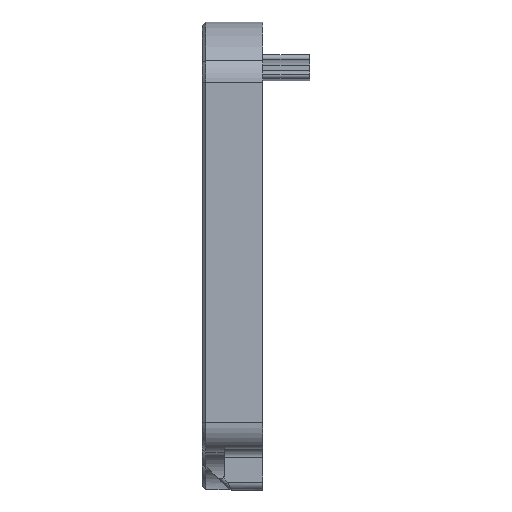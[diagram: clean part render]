
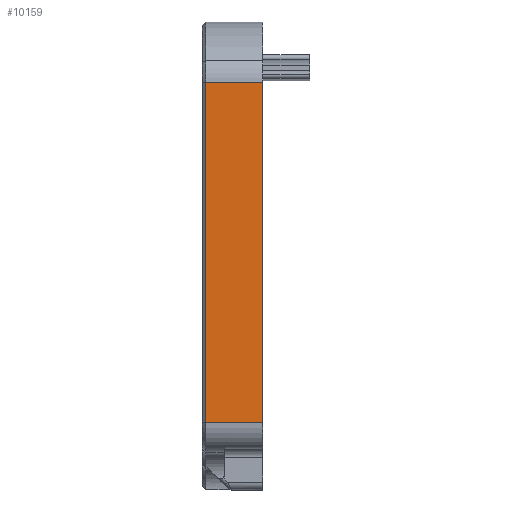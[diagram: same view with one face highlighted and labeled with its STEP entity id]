
A CAD part, front view. The second image highlights one B-rep face of the part: STEP entity #10159.
In plain terms, the highlighted face is planar.
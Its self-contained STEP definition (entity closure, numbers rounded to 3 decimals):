
#1203 = PLANE('',#1204);
#1204 = AXIS2_PLACEMENT_3D('',#1205,#1206,#1207);
#1205 = CARTESIAN_POINT('',(-14.5,14.299,
    -42.899));
#1206 = DIRECTION('',(1.,0.,0.));
#1207 = DIRECTION('',(0.,0.,1.));
#1809 = PLANE('',#1810);
#1810 = AXIS2_PLACEMENT_3D('',#1811,#1812,#1813);
#1811 = CARTESIAN_POINT('',(-22.,21.9,
    -92.597));
#1812 = DIRECTION('',(-0.707,0.707,0.));
#1813 = DIRECTION('',(0.,0.,1.));
#4186 = VERTEX_POINT('',#4187);
#4187 = CARTESIAN_POINT('',(-14.5,22.1,
    -111.095));
#4202 = CYLINDRICAL_SURFACE('',#4203,4.);
#4203 = AXIS2_PLACEMENT_3D('',#4204,#4205,#4206);
#4204 = CARTESIAN_POINT('',(-22.2,18.1,
    -111.095));
#4205 = DIRECTION('',(1.,0.,0.));
#4206 = DIRECTION('',(0.,1.,0.));
#4214 = EDGE_CURVE('',#4186,#4215,#4217,.T.);
#4215 = VERTEX_POINT('',#4216);
#4216 = CARTESIAN_POINT('',(-14.5,22.1,
    -67.603));
#4217 = SURFACE_CURVE('',#4218,(#4222,#4229),.PCURVE_S1.);
#4218 = LINE('',#4219,#4220);
#4219 = CARTESIAN_POINT('',(-14.5,22.1,
    -75.625));
#4220 = VECTOR('',#4221,1.);
#4221 = DIRECTION('',(0.,0.,1.));
#4222 = PCURVE('',#1203,#4223);
#4223 = DEFINITIONAL_REPRESENTATION('',(#4224),#4228);
#4224 = LINE('',#4225,#4226);
#4225 = CARTESIAN_POINT('',(-32.726,-7.8));
#4226 = VECTOR('',#4227,1.);
#4227 = DIRECTION('',(1.,0.));
#4228 = ( GEOMETRIC_REPRESENTATION_CONTEXT(2) 
PARAMETRIC_REPRESENTATION_CONTEXT() REPRESENTATION_CONTEXT('2D SPACE',''
  ) );
#4229 = PCURVE('',#4230,#4235);
#4230 = PLANE('',#4231);
#4231 = AXIS2_PLACEMENT_3D('',#4232,#4233,#4234);
#4232 = CARTESIAN_POINT('',(-13.4,22.1,
    -108.352));
#4233 = DIRECTION('',(0.,-1.,0.));
#4234 = DIRECTION('',(0.,0.,-1.));
#4235 = DEFINITIONAL_REPRESENTATION('',(#4236),#4240);
#4236 = LINE('',#4237,#4238);
#4237 = CARTESIAN_POINT('',(-32.726,-1.1));
#4238 = VECTOR('',#4239,1.);
#4239 = DIRECTION('',(-1.,0.));
#4240 = ( GEOMETRIC_REPRESENTATION_CONTEXT(2) 
PARAMETRIC_REPRESENTATION_CONTEXT() REPRESENTATION_CONTEXT('2D SPACE',''
  ) );
#4263 = CYLINDRICAL_SURFACE('',#4264,3.8);
#4264 = AXIS2_PLACEMENT_3D('',#4265,#4266,#4267);
#4265 = CARTESIAN_POINT('',(-15.376,18.3,
    -67.603));
#4266 = DIRECTION('',(1.,0.,0.));
#4267 = DIRECTION('',(0.,0.707,0.707)
  );
#6175 = VERTEX_POINT('',#6176);
#6176 = CARTESIAN_POINT('',(-21.8,22.1,
    -67.603));
#6273 = VERTEX_POINT('',#6274);
#6274 = CARTESIAN_POINT('',(-21.8,22.1,
    -111.095));
#6297 = EDGE_CURVE('',#6175,#6273,#6298,.T.);
#6298 = SURFACE_CURVE('',#6299,(#6303,#6310),.PCURVE_S1.);
#6299 = LINE('',#6300,#6301);
#6300 = CARTESIAN_POINT('',(-21.8,22.1,
    -92.597));
#6301 = VECTOR('',#6302,1.);
#6302 = DIRECTION('',(0.,0.,-1.));
#6303 = PCURVE('',#1809,#6304);
#6304 = DEFINITIONAL_REPRESENTATION('',(#6305),#6309);
#6305 = LINE('',#6306,#6307);
#6306 = CARTESIAN_POINT('',(0.,0.283));
#6307 = VECTOR('',#6308,1.);
#6308 = DIRECTION('',(-1.,0.));
#6309 = ( GEOMETRIC_REPRESENTATION_CONTEXT(2) 
PARAMETRIC_REPRESENTATION_CONTEXT() REPRESENTATION_CONTEXT('2D SPACE',''
  ) );
#6310 = PCURVE('',#4230,#6311);
#6311 = DEFINITIONAL_REPRESENTATION('',(#6312),#6316);
#6312 = LINE('',#6313,#6314);
#6313 = CARTESIAN_POINT('',(-15.755,-8.4));
#6314 = VECTOR('',#6315,1.);
#6315 = DIRECTION('',(1.,0.));
#6316 = ( GEOMETRIC_REPRESENTATION_CONTEXT(2) 
PARAMETRIC_REPRESENTATION_CONTEXT() REPRESENTATION_CONTEXT('2D SPACE',''
  ) );
#10139 = EDGE_CURVE('',#4215,#6175,#10140,.T.);
#10140 = SURFACE_CURVE('',#10141,(#10145,#10152),.PCURVE_S1.);
#10141 = LINE('',#10142,#10143);
#10142 = CARTESIAN_POINT('',(-15.376,22.1,
    -67.603));
#10143 = VECTOR('',#10144,1.);
#10144 = DIRECTION('',(-1.,0.,0.));
#10145 = PCURVE('',#4263,#10146);
#10146 = DEFINITIONAL_REPRESENTATION('',(#10147),#10151);
#10147 = LINE('',#10148,#10149);
#10148 = CARTESIAN_POINT('',(-0.785,0.));
#10149 = VECTOR('',#10150,1.);
#10150 = DIRECTION('',(0.,-1.));
#10151 = ( GEOMETRIC_REPRESENTATION_CONTEXT(2) 
PARAMETRIC_REPRESENTATION_CONTEXT() REPRESENTATION_CONTEXT('2D SPACE',''
  ) );
#10152 = PCURVE('',#4230,#10153);
#10153 = DEFINITIONAL_REPRESENTATION('',(#10154),#10158);
#10154 = LINE('',#10155,#10156);
#10155 = CARTESIAN_POINT('',(-40.748,-1.976));
#10156 = VECTOR('',#10157,1.);
#10157 = DIRECTION('',(0.,-1.));
#10158 = ( GEOMETRIC_REPRESENTATION_CONTEXT(2) 
PARAMETRIC_REPRESENTATION_CONTEXT() REPRESENTATION_CONTEXT('2D SPACE',''
  ) );
#10159 = ADVANCED_FACE('',(#10160),#4230,.F.);
#10160 = FACE_BOUND('',#10161,.T.);
#10161 = EDGE_LOOP('',(#10162,#10163,#10164,#10165));
#10162 = ORIENTED_EDGE('',*,*,#6297,.F.);
#10163 = ORIENTED_EDGE('',*,*,#10139,.F.);
#10164 = ORIENTED_EDGE('',*,*,#4214,.F.);
#10165 = ORIENTED_EDGE('',*,*,#10166,.T.);
#10166 = EDGE_CURVE('',#4186,#6273,#10167,.T.);
#10167 = SURFACE_CURVE('',#10168,(#10172,#10179),.PCURVE_S1.);
#10168 = LINE('',#10169,#10170);
#10169 = CARTESIAN_POINT('',(-22.2,22.1,
    -111.095));
#10170 = VECTOR('',#10171,1.);
#10171 = DIRECTION('',(-1.,0.,0.));
#10172 = PCURVE('',#4230,#10173);
#10173 = DEFINITIONAL_REPRESENTATION('',(#10174),#10178);
#10174 = LINE('',#10175,#10176);
#10175 = CARTESIAN_POINT('',(2.743,-8.8));
#10176 = VECTOR('',#10177,1.);
#10177 = DIRECTION('',(0.,-1.));
#10178 = ( GEOMETRIC_REPRESENTATION_CONTEXT(2) 
PARAMETRIC_REPRESENTATION_CONTEXT() REPRESENTATION_CONTEXT('2D SPACE',''
  ) );
#10179 = PCURVE('',#4202,#10180);
#10180 = DEFINITIONAL_REPRESENTATION('',(#10181),#10185);
#10181 = LINE('',#10182,#10183);
#10182 = CARTESIAN_POINT('',(6.283,0.));
#10183 = VECTOR('',#10184,1.);
#10184 = DIRECTION('',(0.,-1.));
#10185 = ( GEOMETRIC_REPRESENTATION_CONTEXT(2) 
PARAMETRIC_REPRESENTATION_CONTEXT() REPRESENTATION_CONTEXT('2D SPACE',''
  ) );
